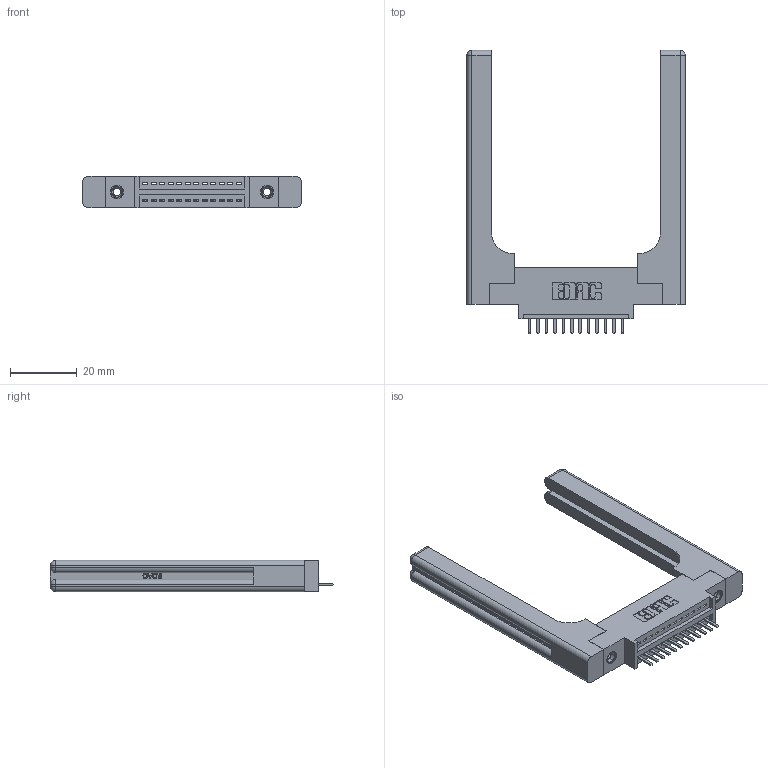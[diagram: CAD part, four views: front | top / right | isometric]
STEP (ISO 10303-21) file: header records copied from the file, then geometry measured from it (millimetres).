
FILE_DESCRIPTION (( 'STEP AP203' ), '1' );
FILE_NAME ('395-012-520-658.STEP', '2019-10-16T00:17:06', ( '' ), ( '' ), 'SwSTEP 2.0', 'SolidWorks 2016', '' );
FILE_SCHEMA (( 'CONFIG_CONTROL_DESIGN' ));
Length unit declared in the file: inch
Products named in the file (5): 345 Part_0.170 Offset - 0.156 Dia-TH; 345-220-058_345-220-058; 395-012-520-658; 345-250-001_345-250-001-102; 345-292-001_345-293-120
Assembly tree (17 placements, depth 2):
  395-012-520-658
    345 Part_0.170 Offset - 0.156 Dia-TH
    345-292-001_345-293-120  x12
    345-250-001_345-250-001-102  x2
    345-220-058_345-220-058  x2
Bounding box: 65.51 x 84.96 x 9.4 mm (x, y, z)
Volume: 14333.2 mm3; surface area: 12656.7 mm2
Topology: 17 solids, 17 shells, 1130 faces, 3227 edges, 2098 vertices
Faces by surface type: plane 736, cylinder 334, bspline 36, cone 12, sphere 8, torus 4
Entity records: 18498 total; most frequent: CARTESIAN_POINT 4189, ORIENTED_EDGE 2920, DIRECTION 2636, EDGE_CURVE 1460, VECTOR 1184, LINE 1184, VERTEX_POINT 962, AXIS2_PLACEMENT_3D 726
